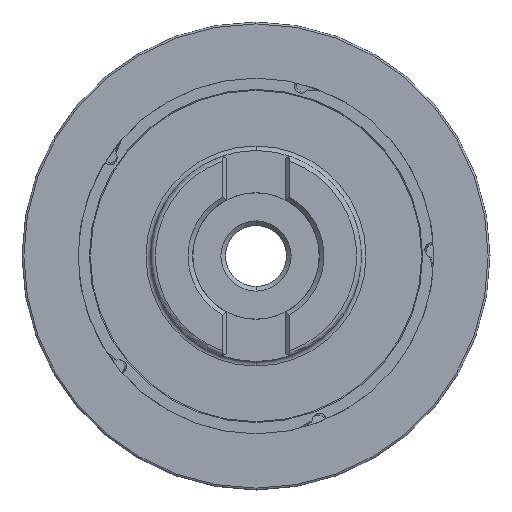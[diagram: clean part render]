
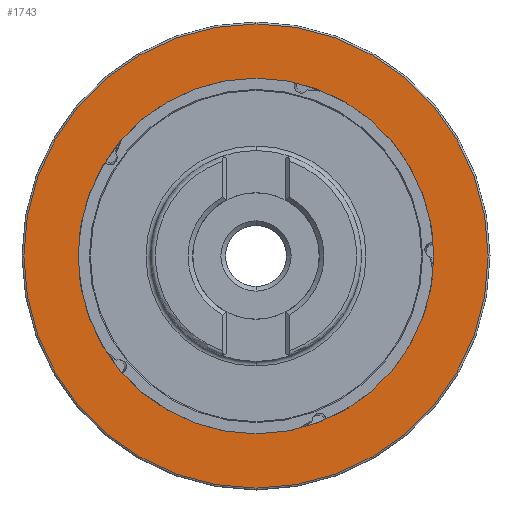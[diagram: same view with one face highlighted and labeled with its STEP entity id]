
A CAD part, left-side view. The second image highlights one B-rep face of the part: STEP entity #1743.
In plain terms, the highlighted planar face has unit normal (-1, 0, 0).
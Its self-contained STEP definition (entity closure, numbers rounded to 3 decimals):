
#23 = CIRCLE ( 'NONE', #1566, 49.6 ) ;
#72 = CIRCLE ( 'NONE', #2583, 38. ) ;
#180 = FACE_BOUND ( 'NONE', #1157, .T. ) ;
#204 = CARTESIAN_POINT ( 'NONE',  ( -7.7, 0., 0. ) ) ;
#388 = ORIENTED_EDGE ( 'NONE', *, *, #2923, .T. ) ;
#399 = CARTESIAN_POINT ( 'NONE',  ( -7.7, 0., 49.6 ) ) ;
#428 = ORIENTED_EDGE ( 'NONE', *, *, #1147, .F. ) ;
#471 = VERTEX_POINT ( 'NONE', #2625 ) ;
#489 = DIRECTION ( 'NONE',  ( 0., 0., -1. ) ) ;
#686 = VERTEX_POINT ( 'NONE', #1760 ) ;
#708 = EDGE_CURVE ( 'NONE', #1521, #471, #23, .T. ) ;
#884 = FACE_OUTER_BOUND ( 'NONE', #1119, .T. ) ;
#1119 = EDGE_LOOP ( 'NONE', ( #428, #1719 ) ) ;
#1123 = PLANE ( 'NONE',  #2736 ) ;
#1135 = DIRECTION ( 'NONE',  ( -1., 0., 0. ) ) ;
#1147 = EDGE_CURVE ( 'NONE', #471, #1521, #3315, .T. ) ;
#1157 = EDGE_LOOP ( 'NONE', ( #2007, #388 ) ) ;
#1254 = CARTESIAN_POINT ( 'NONE',  ( -7.7, 0., 38. ) ) ;
#1273 = CARTESIAN_POINT ( 'NONE',  ( -7.7, 0., 0. ) ) ;
#1406 = DIRECTION ( 'NONE',  ( 1., 0., 0. ) ) ;
#1446 = AXIS2_PLACEMENT_3D ( 'NONE', #2991, #1406, #3263 ) ;
#1513 = DIRECTION ( 'NONE',  ( 0., 0., -1. ) ) ;
#1521 = VERTEX_POINT ( 'NONE', #399 ) ;
#1525 = DIRECTION ( 'NONE',  ( 1., 0., 0. ) ) ;
#1566 = AXIS2_PLACEMENT_3D ( 'NONE', #1273, #3119, #1513 ) ;
#1641 = AXIS2_PLACEMENT_3D ( 'NONE', #204, #2029, #489 ) ;
#1719 = ORIENTED_EDGE ( 'NONE', *, *, #708, .F. ) ;
#1743 = ADVANCED_FACE ( 'NONE', ( #180, #884 ), #1123, .T. ) ;
#1760 = CARTESIAN_POINT ( 'NONE',  ( -7.7, 0., -38. ) ) ;
#2007 = ORIENTED_EDGE ( 'NONE', *, *, #3392, .T. ) ;
#2029 = DIRECTION ( 'NONE',  ( 1., 0., 0. ) ) ;
#2056 = VERTEX_POINT ( 'NONE', #1254 ) ;
#2332 = CIRCLE ( 'NONE', #1446, 38. ) ;
#2583 = AXIS2_PLACEMENT_3D ( 'NONE', #3136, #1525, #3396 ) ;
#2625 = CARTESIAN_POINT ( 'NONE',  ( -7.7, 0., -49.6 ) ) ;
#2707 = CARTESIAN_POINT ( 'NONE',  ( -7.7, 49.6, 0. ) ) ;
#2736 = AXIS2_PLACEMENT_3D ( 'NONE', #2707, #1135, #2975 ) ;
#2923 = EDGE_CURVE ( 'NONE', #2056, #686, #2332, .T. ) ;
#2975 = DIRECTION ( 'NONE',  ( 0., 0., 1. ) ) ;
#2991 = CARTESIAN_POINT ( 'NONE',  ( -7.7, 0., 0. ) ) ;
#3119 = DIRECTION ( 'NONE',  ( 1., 0., 0. ) ) ;
#3136 = CARTESIAN_POINT ( 'NONE',  ( -7.7, 0., 0. ) ) ;
#3263 = DIRECTION ( 'NONE',  ( 0., 0., -1. ) ) ;
#3315 = CIRCLE ( 'NONE', #1641, 49.6 ) ;
#3392 = EDGE_CURVE ( 'NONE', #686, #2056, #72, .T. ) ;
#3396 = DIRECTION ( 'NONE',  ( 0., 0., -1. ) ) ;
